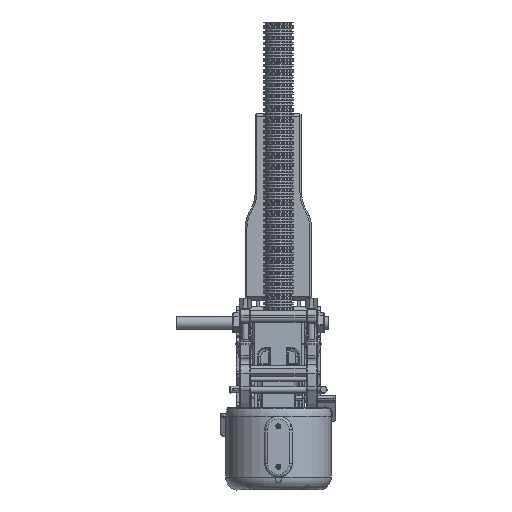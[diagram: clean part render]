
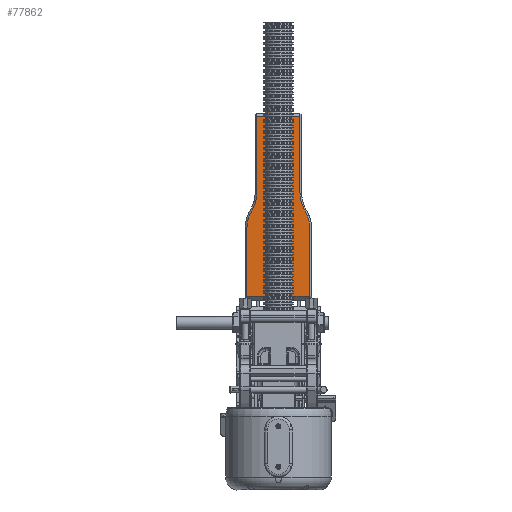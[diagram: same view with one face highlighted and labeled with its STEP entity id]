
A CAD part, front view. The second image highlights one B-rep face of the part: STEP entity #77862.
In plain terms, the highlighted planar face has unit normal (0, -1, 0).
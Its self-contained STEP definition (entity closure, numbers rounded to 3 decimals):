
#197 = LINE ( 'NONE', #56488, #10032 ) ;
#550 = VERTEX_POINT ( 'NONE', #62903 ) ;
#849 = VERTEX_POINT ( 'NONE', #23886 ) ;
#945 = VECTOR ( 'NONE', #145870, 1000. ) ;
#1106 = VECTOR ( 'NONE', #65869, 1000. ) ;
#4905 = ORIENTED_EDGE ( 'NONE', *, *, #148429, .T. ) ;
#7530 = CARTESIAN_POINT ( 'NONE',  ( -232.183, 364.518, 595.383 ) ) ;
#9694 = VERTEX_POINT ( 'NONE', #121564 ) ;
#10032 = VECTOR ( 'NONE', #14266, 1000. ) ;
#10968 = CARTESIAN_POINT ( 'NONE',  ( -122.136, 364.518, 269.383 ) ) ;
#14210 = EDGE_CURVE ( 'NONE', #138920, #17474, #197, .T. ) ;
#14266 = DIRECTION ( 'NONE',  ( 0., 0., -1. ) ) ;
#14427 = AXIS2_PLACEMENT_3D ( 'NONE', #137585, #84870, #55761 ) ;
#15153 = ORIENTED_EDGE ( 'NONE', *, *, #162972, .T. ) ;
#17474 = VERTEX_POINT ( 'NONE', #52122 ) ;
#19716 = VECTOR ( 'NONE', #97409, 1000. ) ;
#20300 = VERTEX_POINT ( 'NONE', #10968 ) ;
#23204 = DIRECTION ( 'NONE',  ( 0., 0., -1. ) ) ;
#23886 = CARTESIAN_POINT ( 'NONE',  ( -229.183, 364.518, 392.735 ) ) ;
#24349 = CARTESIAN_POINT ( 'NONE',  ( -189.433, 364.518, 595.383 ) ) ;
#26288 = CARTESIAN_POINT ( 'NONE',  ( -211.183, 364.518, 456.698 ) ) ;
#26820 = ORIENTED_EDGE ( 'NONE', *, *, #158032, .T. ) ;
#27072 = LINE ( 'NONE', #79988, #1106 ) ;
#27383 = DIRECTION ( 'NONE',  ( 0., 0., -1. ) ) ;
#28590 = LINE ( 'NONE', #164947, #89602 ) ;
#31802 = EDGE_CURVE ( 'NONE', #67697, #138920, #116278, .T. ) ;
#32198 = VECTOR ( 'NONE', #122772, 1000. ) ;
#32642 = CARTESIAN_POINT ( 'NONE',  ( -133.183, 364.518, 456.698 ) ) ;
#32971 = VERTEX_POINT ( 'NONE', #55077 ) ;
#35959 = EDGE_CURVE ( 'NONE', #81964, #32971, #168693, .T. ) ;
#40571 = LINE ( 'NONE', #94310, #161956 ) ;
#41000 = AXIS2_PLACEMENT_3D ( 'NONE', #169298, #61058, #98899 ) ;
#44806 = VECTOR ( 'NONE', #108302, 1000. ) ;
#46535 = EDGE_CURVE ( 'NONE', #32971, #849, #122694, .T. ) ;
#47021 = CARTESIAN_POINT ( 'NONE',  ( -172.183, 364.518, 392.735 ) ) ;
#47435 = EDGE_CURVE ( 'NONE', #9694, #52866, #104844, .T. ) ;
#49843 = VECTOR ( 'NONE', #112703, 1000. ) ;
#50303 = DIRECTION ( 'NONE',  ( 0., -1., 0. ) ) ;
#51384 = EDGE_CURVE ( 'NONE', #74714, #81964, #126791, .T. ) ;
#52122 = CARTESIAN_POINT ( 'NONE',  ( -115.183, 364.518, 269.383 ) ) ;
#52866 = VERTEX_POINT ( 'NONE', #32642 ) ;
#53476 = LINE ( 'NONE', #121154, #945 ) ;
#55002 = DIRECTION ( 'NONE',  ( 0., 0., -1. ) ) ;
#55077 = CARTESIAN_POINT ( 'NONE',  ( -222.771, 364.518, 419.001 ) ) ;
#55119 = CARTESIAN_POINT ( 'NONE',  ( -222.231, 364.518, 269.383 ) ) ;
#55761 = DIRECTION ( 'NONE',  ( 0., 0., -1. ) ) ;
#56488 = CARTESIAN_POINT ( 'NONE',  ( -115.183, 364.518, 269.383 ) ) ;
#57298 = EDGE_CURVE ( 'NONE', #122902, #164972, #28590, .T. ) ;
#61058 = DIRECTION ( 'NONE',  ( 0., -1., 0. ) ) ;
#61387 = ORIENTED_EDGE ( 'NONE', *, *, #31802, .F. ) ;
#62903 = CARTESIAN_POINT ( 'NONE',  ( -122.258, 364.518, 269.383 ) ) ;
#63224 = ORIENTED_EDGE ( 'NONE', *, *, #51384, .T. ) ;
#64222 = DIRECTION ( 'NONE',  ( 0., -1., 0. ) ) ;
#65869 = DIRECTION ( 'NONE',  ( 1., 0., 0. ) ) ;
#66003 = EDGE_CURVE ( 'NONE', #133013, #74714, #83979, .T. ) ;
#66104 = CARTESIAN_POINT ( 'NONE',  ( -222.231, 364.518, 269.383 ) ) ;
#67697 = VERTEX_POINT ( 'NONE', #129131 ) ;
#72745 = ORIENTED_EDGE ( 'NONE', *, *, #57298, .T. ) ;
#73400 = DIRECTION ( 'NONE',  ( 0., 0., -1. ) ) ;
#74659 = CARTESIAN_POINT ( 'NONE',  ( -222.771, 364.518, 419.001 ) ) ;
#74714 = VERTEX_POINT ( 'NONE', #26288 ) ;
#75201 = AXIS2_PLACEMENT_3D ( 'NONE', #105690, #50303, #27383 ) ;
#76274 = DIRECTION ( 'NONE',  ( -1., 0., 0. ) ) ;
#77511 = CARTESIAN_POINT ( 'NONE',  ( -203.231, 364.518, 588.43 ) ) ;
#77862 = ADVANCED_FACE ( 'NONE', ( #87207 ), #140829, .T. ) ;
#79020 = DIRECTION ( 'NONE',  ( 0., 0., 1. ) ) ;
#79988 = CARTESIAN_POINT ( 'NONE',  ( -112.183, 364.518, 595.383 ) ) ;
#80711 = CARTESIAN_POINT ( 'NONE',  ( -218.271, 364.518, 427.666 ) ) ;
#81964 = VERTEX_POINT ( 'NONE', #80711 ) ;
#83375 = ORIENTED_EDGE ( 'NONE', *, *, #35959, .T. ) ;
#83979 = LINE ( 'NONE', #99659, #148103 ) ;
#83994 = EDGE_CURVE ( 'NONE', #97313, #133013, #128018, .T. ) ;
#84870 = DIRECTION ( 'NONE',  ( 0., 1., 0. ) ) ;
#87207 = FACE_OUTER_BOUND ( 'NONE', #167260, .T. ) ;
#88173 = VERTEX_POINT ( 'NONE', #122698 ) ;
#89602 = VECTOR ( 'NONE', #55002, 1000. ) ;
#91734 = CARTESIAN_POINT ( 'NONE',  ( -133.183, 364.518, 456.698 ) ) ;
#94310 = CARTESIAN_POINT ( 'NONE',  ( -229.183, 364.518, 269.383 ) ) ;
#94508 = EDGE_CURVE ( 'NONE', #101042, #97313, #103586, .T. ) ;
#95578 = AXIS2_PLACEMENT_3D ( 'NONE', #77511, #64222, #131011 ) ;
#96745 = EDGE_CURVE ( 'NONE', #101042, #164972, #53476, .T. ) ;
#97313 = VERTEX_POINT ( 'NONE', #118343 ) ;
#97409 = DIRECTION ( 'NONE',  ( -1., 0., 0. ) ) ;
#98235 = LINE ( 'NONE', #139660, #19716 ) ;
#98899 = DIRECTION ( 'NONE',  ( 0., 0., -1. ) ) ;
#99319 = VECTOR ( 'NONE', #106487, 1000. ) ;
#99659 = CARTESIAN_POINT ( 'NONE',  ( -211.183, 364.518, 456.698 ) ) ;
#100044 = EDGE_CURVE ( 'NONE', #169914, #67697, #138362, .T. ) ;
#100704 = DIRECTION ( 'NONE',  ( 0., 1., 0. ) ) ;
#101042 = VERTEX_POINT ( 'NONE', #157581 ) ;
#103586 = LINE ( 'NONE', #24349, #126657 ) ;
#104844 = LINE ( 'NONE', #91734, #44806 ) ;
#105690 = CARTESIAN_POINT ( 'NONE',  ( -172.183, 364.518, 392.735 ) ) ;
#106487 = DIRECTION ( 'NONE',  ( 1., 0., 0. ) ) ;
#107013 = LINE ( 'NONE', #55119, #32198 ) ;
#107336 = ORIENTED_EDGE ( 'NONE', *, *, #14210, .F. ) ;
#107474 = VECTOR ( 'NONE', #130733, 1000. ) ;
#108302 = DIRECTION ( 'NONE',  ( 0., 0., -1. ) ) ;
#110109 = ORIENTED_EDGE ( 'NONE', *, *, #173179, .F. ) ;
#110143 = ORIENTED_EDGE ( 'NONE', *, *, #47435, .F. ) ;
#112703 = DIRECTION ( 'NONE',  ( 0.461, 0., -0.887 ) ) ;
#116278 = CIRCLE ( 'NONE', #169795, 57. ) ;
#116822 = ORIENTED_EDGE ( 'NONE', *, *, #46535, .T. ) ;
#117028 = ORIENTED_EDGE ( 'NONE', *, *, #125825, .F. ) ;
#118343 = CARTESIAN_POINT ( 'NONE',  ( -189.433, 364.518, 595.383 ) ) ;
#119651 = ORIENTED_EDGE ( 'NONE', *, *, #66003, .T. ) ;
#121154 = CARTESIAN_POINT ( 'NONE',  ( -203.231, 364.518, 589.43 ) ) ;
#121564 = CARTESIAN_POINT ( 'NONE',  ( -133.183, 364.518, 595.383 ) ) ;
#121841 = EDGE_CURVE ( 'NONE', #122902, #9694, #27072, .T. ) ;
#122694 = CIRCLE ( 'NONE', #75201, 57. ) ;
#122698 = CARTESIAN_POINT ( 'NONE',  ( -229.183, 364.518, 269.383 ) ) ;
#122772 = DIRECTION ( 'NONE',  ( 1., 0., 0. ) ) ;
#122902 = VERTEX_POINT ( 'NONE', #149395 ) ;
#122918 = ORIENTED_EDGE ( 'NONE', *, *, #121841, .F. ) ;
#125825 = EDGE_CURVE ( 'NONE', #17474, #20300, #98235, .T. ) ;
#126657 = VECTOR ( 'NONE', #79020, 1000. ) ;
#126791 = CIRCLE ( 'NONE', #14427, 63. ) ;
#128018 = LINE ( 'NONE', #7530, #153921 ) ;
#129131 = CARTESIAN_POINT ( 'NONE',  ( -121.596, 364.518, 419.001 ) ) ;
#130553 = CARTESIAN_POINT ( 'NONE',  ( -126.096, 364.518, 427.666 ) ) ;
#130733 = DIRECTION ( 'NONE',  ( -0.461, 0., -0.887 ) ) ;
#131011 = DIRECTION ( 'NONE',  ( 0., 0., -1. ) ) ;
#131568 = CARTESIAN_POINT ( 'NONE',  ( -211.183, 364.518, 595.383 ) ) ;
#133013 = VERTEX_POINT ( 'NONE', #131568 ) ;
#134380 = CARTESIAN_POINT ( 'NONE',  ( -115.183, 364.518, 392.735 ) ) ;
#137585 = CARTESIAN_POINT ( 'NONE',  ( -274.183, 364.518, 456.698 ) ) ;
#138220 = ORIENTED_EDGE ( 'NONE', *, *, #96745, .F. ) ;
#138322 = CARTESIAN_POINT ( 'NONE',  ( -154.933, 364.518, 589.43 ) ) ;
#138362 = LINE ( 'NONE', #152398, #49843 ) ;
#138920 = VERTEX_POINT ( 'NONE', #134380 ) ;
#139660 = CARTESIAN_POINT ( 'NONE',  ( -112.183, 364.518, 269.383 ) ) ;
#140829 = PLANE ( 'NONE',  #95578 ) ;
#142368 = ORIENTED_EDGE ( 'NONE', *, *, #94508, .T. ) ;
#143523 = LINE ( 'NONE', #66104, #99319 ) ;
#145870 = DIRECTION ( 'NONE',  ( 1., 0., 0. ) ) ;
#147923 = DIRECTION ( 'NONE',  ( 0., 0., -1. ) ) ;
#148103 = VECTOR ( 'NONE', #73400, 1000. ) ;
#148429 = EDGE_CURVE ( 'NONE', #88173, #550, #143523, .T. ) ;
#149395 = CARTESIAN_POINT ( 'NONE',  ( -154.933, 364.518, 595.383 ) ) ;
#152398 = CARTESIAN_POINT ( 'NONE',  ( -121.596, 364.518, 419.001 ) ) ;
#153921 = VECTOR ( 'NONE', #76274, 1000. ) ;
#155032 = ORIENTED_EDGE ( 'NONE', *, *, #83994, .T. ) ;
#157581 = CARTESIAN_POINT ( 'NONE',  ( -189.433, 364.518, 589.43 ) ) ;
#158032 = EDGE_CURVE ( 'NONE', #550, #20300, #107013, .T. ) ;
#161956 = VECTOR ( 'NONE', #147923, 1000. ) ;
#162972 = EDGE_CURVE ( 'NONE', #849, #88173, #40571, .T. ) ;
#163301 = ORIENTED_EDGE ( 'NONE', *, *, #100044, .F. ) ;
#164947 = CARTESIAN_POINT ( 'NONE',  ( -154.933, 364.518, 589.43 ) ) ;
#164972 = VERTEX_POINT ( 'NONE', #138322 ) ;
#167260 = EDGE_LOOP ( 'NONE', ( #138220, #142368, #155032, #119651, #63224, #83375, #116822, #15153, #4905, #26820, #117028, #107336, #61387, #163301, #110109, #110143, #122918, #72745 ) ) ;
#168693 = LINE ( 'NONE', #74659, #107474 ) ;
#169298 = CARTESIAN_POINT ( 'NONE',  ( -70.183, 364.518, 456.698 ) ) ;
#169795 = AXIS2_PLACEMENT_3D ( 'NONE', #47021, #100704, #23204 ) ;
#169914 = VERTEX_POINT ( 'NONE', #130553 ) ;
#170340 = CIRCLE ( 'NONE', #41000, 63. ) ;
#173179 = EDGE_CURVE ( 'NONE', #52866, #169914, #170340, .T. ) ;
